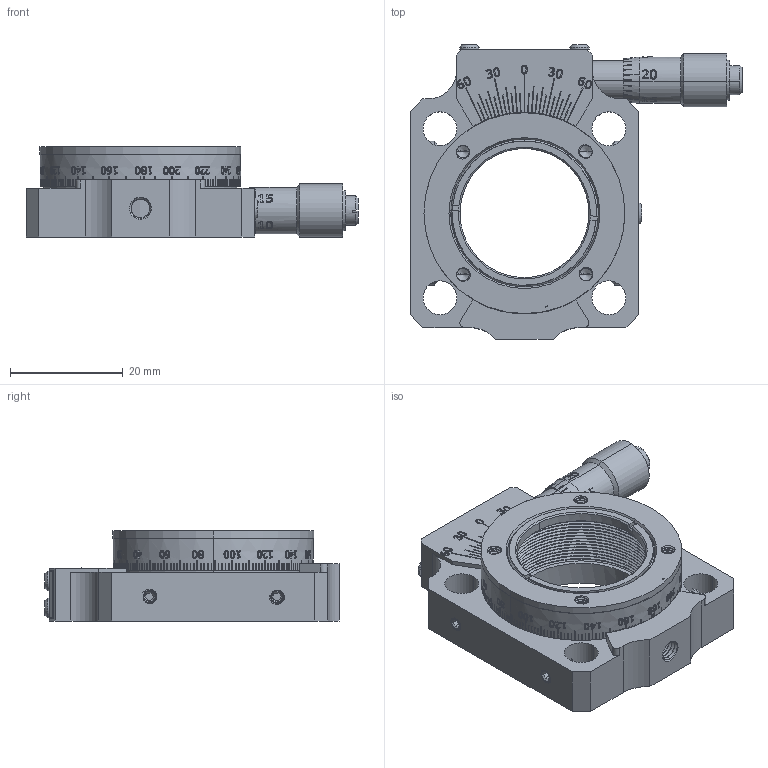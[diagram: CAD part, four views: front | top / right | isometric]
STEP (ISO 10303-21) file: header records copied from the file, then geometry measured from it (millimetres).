
FILE_DESCRIPTION((''),'2;1');
FILE_NAME('CRM1P_M_ASM','2022-08-22T',('daizh'),(''),'CREO PARAMETRIC BY PTC INC, 2018360','CREO PARAMETRIC BY PTC INC, 2018360','');
FILE_SCHEMA(('CONFIG_CONTROL_DESIGN'));
Products named in the file (16): 148-206_BARREL-1-SOLID1; CRM1P_M_A1; 148-206_ADJUSTER-1-SOLID1; M1_5X12_HS; CRM1P_M_A2; CRM1P_M_A3; SPRING_3X14X0_5; M3X2_HS; CRM1P_M_A4; M4X6_HS; CRM1P_M_A5; M2X3_PM; CRM1P_M_A6; CSK3_1; M3X5_HS; CRM1P_M_ASM
Assembly tree (20 placements, depth 2):
  CRM1P_M_ASM
    148-206_BARREL-1-SOLID1
    CRM1P_M_A1
    148-206_ADJUSTER-1-SOLID1
    M1_5X12_HS  x2
    CRM1P_M_A2
    CRM1P_M_A3
    SPRING_3X14X0_5
    M3X2_HS
    CRM1P_M_A4
    M4X6_HS
    CRM1P_M_A5
    M2X3_PM  x2
    CRM1P_M_A6
    CSK3_1
    M3X5_HS  x4
Bounding box: 58.97 x 52.25 x 16.02 mm (x, y, z)
Volume: 15281.1 mm3; surface area: 16698.5 mm2
Topology: 20 solids, 20 shells, 3039 faces, 8468 edges, 5579 vertices
Faces by surface type: plane 1271, bspline 786, cylinder 708, extrusion 137, cone 133, sphere 4
Entity records: 208342 total; most frequent: CARTESIAN_POINT 138544, ORIENTED_EDGE 16430, DIRECTION 11238, EDGE_CURVE 8215, VERTEX_POINT 5445, VECTOR 4166, LINE 4029, AXIS2_PLACEMENT_3D 3536
